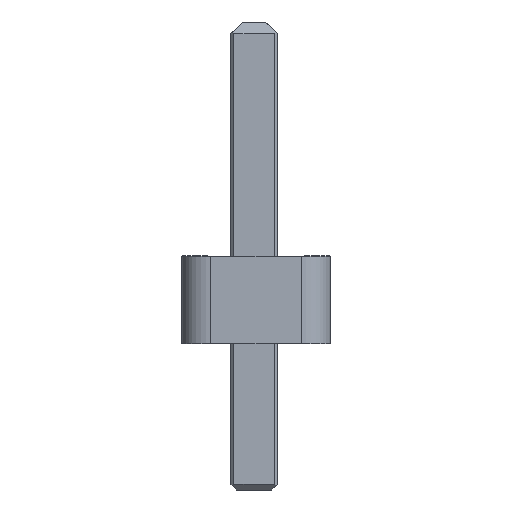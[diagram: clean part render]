
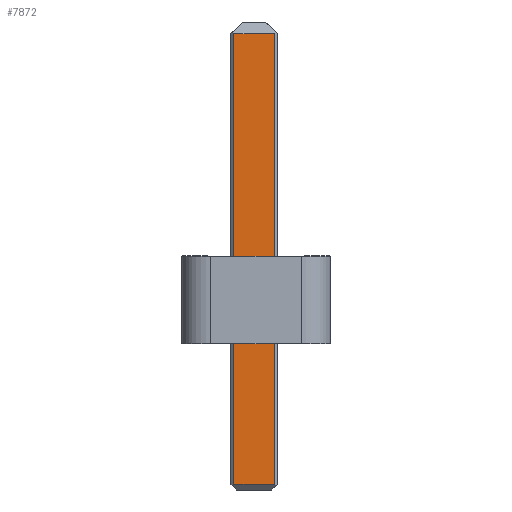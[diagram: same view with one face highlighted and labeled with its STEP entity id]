
A CAD part, left-side view. The second image highlights one B-rep face of the part: STEP entity #7872.
In plain terms, the highlighted planar face has unit normal (-1, 0, 0).
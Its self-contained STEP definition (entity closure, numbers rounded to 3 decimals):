
#644=FACE_OUTER_BOUND('',#1086,.T.);
#1086=EDGE_LOOP('',(#6969,#6970,#6971,#6972));
#2002=LINE('',#12589,#2990);
#2030=LINE('',#12644,#3018);
#2036=LINE('',#12657,#3024);
#2042=LINE('',#12668,#3030);
#2990=VECTOR('',#10362,10.);
#3018=VECTOR('',#10404,10.);
#3024=VECTOR('',#10416,10.);
#3030=VECTOR('',#10426,10.);
#3750=VERTEX_POINT('',#12586);
#3751=VERTEX_POINT('',#12588);
#3771=VERTEX_POINT('',#12642);
#3775=VERTEX_POINT('',#12656);
#4810=EDGE_CURVE('',#3750,#3751,#2002,.T.);
#4838=EDGE_CURVE('',#3771,#3750,#2030,.T.);
#4844=EDGE_CURVE('',#3751,#3775,#2036,.T.);
#4850=EDGE_CURVE('',#3775,#3771,#2042,.T.);
#6969=ORIENTED_EDGE('',*,*,#4810,.F.);
#6970=ORIENTED_EDGE('',*,*,#4838,.F.);
#6971=ORIENTED_EDGE('',*,*,#4850,.F.);
#6972=ORIENTED_EDGE('',*,*,#4844,.F.);
#7443=PLANE('',#8445);
#7872=ADVANCED_FACE('',(#644),#7443,.T.);
#8445=AXIS2_PLACEMENT_3D('',#12672,#10429,#10430);
#10362=DIRECTION('',(0.,1.,0.));
#10404=DIRECTION('',(0.,0.,-1.));
#10416=DIRECTION('',(0.,0.,1.));
#10426=DIRECTION('',(0.,-1.,0.));
#10429=DIRECTION('center_axis',(-1.,0.,0.));
#10430=DIRECTION('ref_axis',(0.,0.,1.));
#12586=CARTESIAN_POINT('',(-15.61,-0.32,-2.4));
#12588=CARTESIAN_POINT('',(-15.61,0.38,-2.4));
#12589=CARTESIAN_POINT('',(-15.61,-0.32,-2.4));
#12642=CARTESIAN_POINT('',(-15.61,-0.32,5.3));
#12644=CARTESIAN_POINT('',(-15.61,-0.32,5.3));
#12656=CARTESIAN_POINT('',(-15.61,0.38,5.3));
#12657=CARTESIAN_POINT('',(-15.61,0.38,-2.4));
#12668=CARTESIAN_POINT('',(-15.61,0.38,5.3));
#12672=CARTESIAN_POINT('Origin',(-15.61,0.03,-2.41));
